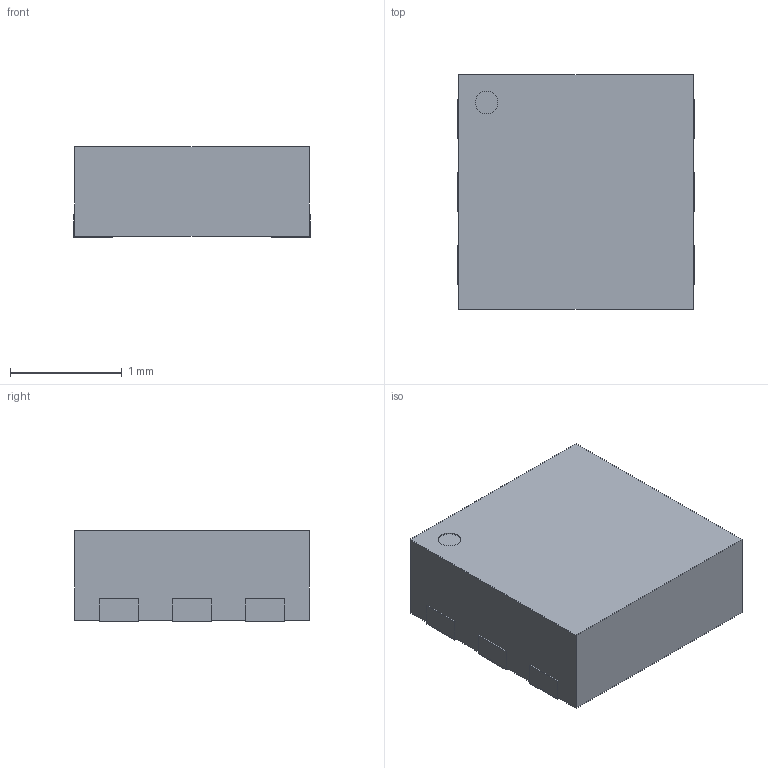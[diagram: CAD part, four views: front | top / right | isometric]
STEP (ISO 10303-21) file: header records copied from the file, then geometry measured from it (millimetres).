
FILE_DESCRIPTION(/* description */ ('STEP AP214'),/* implementation_level */ '2;1');
FILE_NAME(/* name */ 'PowerPAKSC-70-6_L2.1-W2.1-H0.8-P0.65.step',/* time_stamp */ '2025-10-02T13:51:44+02:00',/* author */ (''),/* organization */ (''),/* preprocessor_version */ 'ST-DEVELOPER v20.1',/* originating_system */ 'Autodesk Translation Framework v14.17.0.0',/* authorisation */ '');
FILE_SCHEMA (('AUTOMOTIVE_DESIGN { 1 0 10303 214 3 1 1 }'));
Length unit declared in the file: millimetre
Products named in the file (1): PowerPAKSC-70-6_L2.1-W2.1-H0.8-P0.65
Bounding box: 2.12 x 2.1 x 0.81 mm (x, y, z)
Volume: 3.6 mm3; surface area: 17.2 mm2
Topology: 4 solids, 4 shells, 44 faces, 105 edges, 70 vertices
Faces by surface type: plane 43, cylinder 1
Full cylindrical faces by diameter (mm): 0.201 x1
Entity records: 1353 total; most frequent: CARTESIAN_POINT 220, ORIENTED_EDGE 210, DIRECTION 197, EDGE_CURVE 105, LINE 103, VECTOR 103, VERTEX_POINT 70, STYLED_ITEM 48
